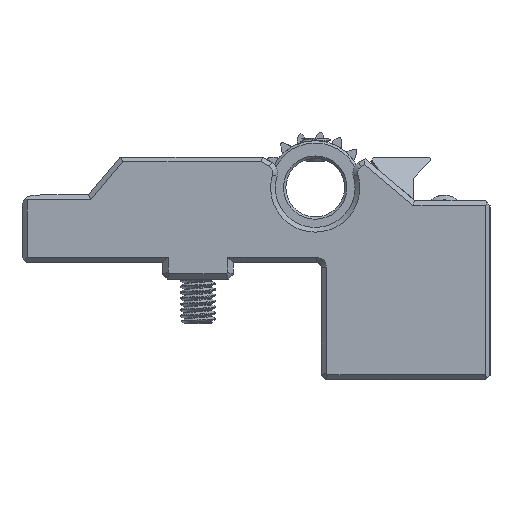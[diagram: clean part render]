
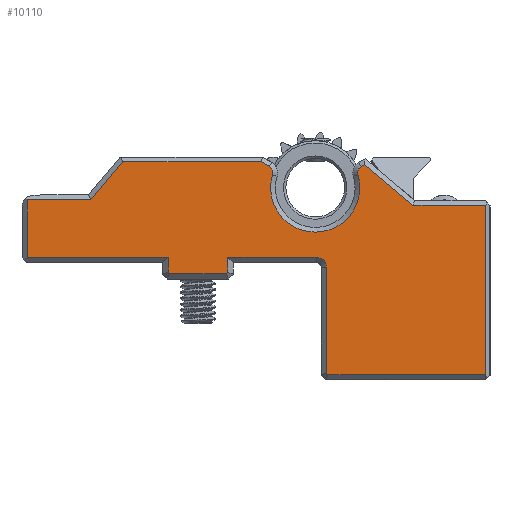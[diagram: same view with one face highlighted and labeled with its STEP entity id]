
A CAD part, front view. The second image highlights one B-rep face of the part: STEP entity #10110.
In plain terms, the highlighted planar face has unit normal (0, -1, 0).
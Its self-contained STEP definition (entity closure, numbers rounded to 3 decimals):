
#70=ELLIPSE('',#11052,0.826,0.825);
#605=PLANE('',#11051);
#1302=FACE_OUTER_BOUND('',#1897,.T.);
#1897=EDGE_LOOP('',(#8617,#8618,#8619,#8620,#8621,#8622,#8623,#8624,#8625,
#8626,#8627,#8628,#8629,#8630,#8631,#8632,#8633,#8634,#8635,#8636,#8637,
#8638,#8639));
#2485=LINE('',#24019,#3270);
#2489=LINE('',#24028,#3274);
#2494=LINE('',#24046,#3279);
#2495=LINE('',#24049,#3280);
#2501=LINE('',#24060,#3286);
#2552=LINE('',#24214,#3337);
#2553=LINE('',#24216,#3338);
#2554=LINE('',#24218,#3339);
#2555=LINE('',#24220,#3340);
#2556=LINE('',#24222,#3341);
#2557=LINE('',#24224,#3342);
#2558=LINE('',#24226,#3343);
#2559=LINE('',#24228,#3344);
#2560=LINE('',#24230,#3345);
#2561=LINE('',#24234,#3346);
#2562=LINE('',#24236,#3347);
#2563=LINE('',#24238,#3348);
#2564=LINE('',#24240,#3349);
#2565=LINE('',#24241,#3350);
#3270=VECTOR('',#12966,10.);
#3274=VECTOR('',#12972,10.);
#3279=VECTOR('',#12995,10.);
#3280=VECTOR('',#12998,10.);
#3286=VECTOR('',#13006,10.);
#3337=VECTOR('',#13117,10.);
#3338=VECTOR('',#13118,10.);
#3339=VECTOR('',#13119,10.);
#3340=VECTOR('',#13120,10.);
#3341=VECTOR('',#13121,10.);
#3342=VECTOR('',#13122,10.);
#3343=VECTOR('',#13123,10.);
#3344=VECTOR('',#13124,10.);
#3345=VECTOR('',#13125,10.);
#3346=VECTOR('',#13128,10.);
#3347=VECTOR('',#13129,10.);
#3348=VECTOR('',#13130,10.);
#3349=VECTOR('',#13131,10.);
#3350=VECTOR('',#13132,10.);
#4023=CIRCLE('',#11013,0.6);
#4025=CIRCLE('',#11016,3.8);
#4026=CIRCLE('',#11018,0.6);
#4751=VERTEX_POINT('',#24016);
#4752=VERTEX_POINT('',#24018);
#4755=VERTEX_POINT('',#24025);
#4756=VERTEX_POINT('',#24027);
#4758=VERTEX_POINT('',#24033);
#4759=VERTEX_POINT('',#24038);
#4760=VERTEX_POINT('',#24042);
#4761=VERTEX_POINT('',#24048);
#4765=VERTEX_POINT('',#24058);
#4822=VERTEX_POINT('',#24213);
#4823=VERTEX_POINT('',#24215);
#4824=VERTEX_POINT('',#24217);
#4825=VERTEX_POINT('',#24219);
#4826=VERTEX_POINT('',#24221);
#4827=VERTEX_POINT('',#24223);
#4828=VERTEX_POINT('',#24225);
#4829=VERTEX_POINT('',#24227);
#4830=VERTEX_POINT('',#24229);
#4831=VERTEX_POINT('',#24231);
#4832=VERTEX_POINT('',#24233);
#4833=VERTEX_POINT('',#24235);
#4834=VERTEX_POINT('',#24237);
#4835=VERTEX_POINT('',#24239);
#6056=EDGE_CURVE('',#4751,#4752,#2485,.T.);
#6060=EDGE_CURVE('',#4755,#4756,#2489,.T.);
#6064=EDGE_CURVE('',#4758,#4755,#4023,.T.);
#6067=EDGE_CURVE('',#4759,#4758,#4025,.T.);
#6069=EDGE_CURVE('',#4760,#4759,#4026,.T.);
#6070=EDGE_CURVE('',#4752,#4760,#2494,.T.);
#6071=EDGE_CURVE('',#4756,#4761,#2495,.T.);
#6077=EDGE_CURVE('',#4765,#4751,#2501,.T.);
#6147=EDGE_CURVE('',#4822,#4765,#2552,.T.);
#6148=EDGE_CURVE('',#4822,#4823,#2553,.F.);
#6149=EDGE_CURVE('',#4823,#4824,#2554,.F.);
#6150=EDGE_CURVE('',#4824,#4825,#2555,.F.);
#6151=EDGE_CURVE('',#4825,#4826,#2556,.T.);
#6152=EDGE_CURVE('',#4826,#4827,#2557,.F.);
#6153=EDGE_CURVE('',#4827,#4828,#2558,.T.);
#6154=EDGE_CURVE('',#4828,#4829,#2559,.F.);
#6155=EDGE_CURVE('',#4829,#4830,#2560,.F.);
#6156=EDGE_CURVE('',#4831,#4830,#70,.T.);
#6157=EDGE_CURVE('',#4831,#4832,#2561,.T.);
#6158=EDGE_CURVE('',#4832,#4833,#2562,.F.);
#6159=EDGE_CURVE('',#4833,#4834,#2563,.F.);
#6160=EDGE_CURVE('',#4834,#4835,#2564,.T.);
#6161=EDGE_CURVE('',#4761,#4835,#2565,.T.);
#8617=ORIENTED_EDGE('',*,*,#6056,.F.);
#8618=ORIENTED_EDGE('',*,*,#6077,.F.);
#8619=ORIENTED_EDGE('',*,*,#6147,.F.);
#8620=ORIENTED_EDGE('',*,*,#6148,.T.);
#8621=ORIENTED_EDGE('',*,*,#6149,.T.);
#8622=ORIENTED_EDGE('',*,*,#6150,.T.);
#8623=ORIENTED_EDGE('',*,*,#6151,.T.);
#8624=ORIENTED_EDGE('',*,*,#6152,.T.);
#8625=ORIENTED_EDGE('',*,*,#6153,.T.);
#8626=ORIENTED_EDGE('',*,*,#6154,.T.);
#8627=ORIENTED_EDGE('',*,*,#6155,.T.);
#8628=ORIENTED_EDGE('',*,*,#6156,.F.);
#8629=ORIENTED_EDGE('',*,*,#6157,.T.);
#8630=ORIENTED_EDGE('',*,*,#6158,.T.);
#8631=ORIENTED_EDGE('',*,*,#6159,.T.);
#8632=ORIENTED_EDGE('',*,*,#6160,.T.);
#8633=ORIENTED_EDGE('',*,*,#6161,.F.);
#8634=ORIENTED_EDGE('',*,*,#6071,.F.);
#8635=ORIENTED_EDGE('',*,*,#6060,.F.);
#8636=ORIENTED_EDGE('',*,*,#6064,.F.);
#8637=ORIENTED_EDGE('',*,*,#6067,.F.);
#8638=ORIENTED_EDGE('',*,*,#6069,.F.);
#8639=ORIENTED_EDGE('',*,*,#6070,.F.);
#10110=ADVANCED_FACE('',(#1302),#605,.F.);
#11013=AXIS2_PLACEMENT_3D('',#24035,#12979,#12980);
#11016=AXIS2_PLACEMENT_3D('',#24040,#12986,#12987);
#11018=AXIS2_PLACEMENT_3D('',#24044,#12991,#12992);
#11051=AXIS2_PLACEMENT_3D('',#24212,#13115,#13116);
#11052=AXIS2_PLACEMENT_3D('',#24232,#13126,#13127);
#12966=DIRECTION('',(1.,0.,0.));
#12972=DIRECTION('',(0.866,0.,0.5));
#12979=DIRECTION('center_axis',(0.,1.,0.));
#12980=DIRECTION('ref_axis',(-0.93,0.,0.368));
#12986=DIRECTION('center_axis',(0.,-1.,0.));
#12987=DIRECTION('ref_axis',(0.,0.,-1.));
#12991=DIRECTION('center_axis',(0.,1.,0.));
#12992=DIRECTION('ref_axis',(0.93,0.,0.368));
#12995=DIRECTION('',(0.866,0.,-0.5));
#12998=DIRECTION('',(0.766,0.,-0.643));
#13006=DIRECTION('',(0.643,0.,0.766));
#13115=DIRECTION('center_axis',(0.,1.,0.));
#13116=DIRECTION('ref_axis',(0.,0.,1.));
#13117=DIRECTION('',(1.,0.,0.));
#13118=DIRECTION('',(0.,0.,1.));
#13119=DIRECTION('',(-1.,0.,0.));
#13120=DIRECTION('',(0.,0.,1.));
#13121=DIRECTION('',(0.707,0.,-0.707));
#13122=DIRECTION('',(-1.,0.,0.));
#13123=DIRECTION('',(0.707,0.,0.707));
#13124=DIRECTION('',(0.,0.,-1.));
#13125=DIRECTION('',(-1.,0.,0.));
#13126=DIRECTION('center_axis',(0.,-1.,0.));
#13127=DIRECTION('ref_axis',(0.707,0.,0.707));
#13128=DIRECTION('',(0.,0.,-1.));
#13129=DIRECTION('',(-0.707,0.,0.707));
#13130=DIRECTION('',(-1.,0.,0.));
#13131=DIRECTION('',(0.,0.,1.));
#13132=DIRECTION('',(1.,0.,0.));
#24016=CARTESIAN_POINT('',(8.605,-2.05,18.6));
#24018=CARTESIAN_POINT('',(20.389,-2.05,18.6));
#24019=CARTESIAN_POINT('',(23.301,-2.05,18.6));
#24025=CARTESIAN_POINT('',(28.911,-2.05,18.196));
#24027=CARTESIAN_POINT('',(29.203,-2.05,18.365));
#24028=CARTESIAN_POINT('',(26.159,-2.05,16.607));
#24033=CARTESIAN_POINT('',(28.637,-2.05,17.502));
#24035=CARTESIAN_POINT('Origin',(29.211,-2.05,17.676));
#24038=CARTESIAN_POINT('',(21.363,-2.05,17.502));
#24040=CARTESIAN_POINT('Origin',(25.,-2.05,16.4));
#24042=CARTESIAN_POINT('',(21.089,-2.05,18.196));
#24044=CARTESIAN_POINT('Origin',(20.789,-2.05,17.676));
#24046=CARTESIAN_POINT('',(26.31,-2.05,15.182));
#24048=CARTESIAN_POINT('',(33.332,-2.05,14.9));
#24049=CARTESIAN_POINT('',(29.99,-2.05,17.704));
#24058=CARTESIAN_POINT('',(5.877,-2.05,15.35));
#24060=CARTESIAN_POINT('',(10.571,-2.05,20.944));
#24212=CARTESIAN_POINT('Origin',(25.1,-2.05,9.6));
#24213=CARTESIAN_POINT('',(0.45,-2.05,15.35));
#24214=CARTESIAN_POINT('',(24.075,-2.05,15.35));
#24215=CARTESIAN_POINT('',(0.45,-2.05,10.45));
#24216=CARTESIAN_POINT('',(0.45,-2.05,9.6));
#24217=CARTESIAN_POINT('',(12.45,-2.05,10.45));
#24218=CARTESIAN_POINT('',(25.1,-2.05,10.45));
#24219=CARTESIAN_POINT('',(12.45,-2.05,9.186));
#24220=CARTESIAN_POINT('',(12.45,-2.05,9.6));
#24221=CARTESIAN_POINT('',(12.586,-2.05,9.05));
#24222=CARTESIAN_POINT('',(18.568,-2.05,3.068));
#24223=CARTESIAN_POINT('',(17.414,-2.05,9.05));
#24224=CARTESIAN_POINT('',(25.1,-2.05,9.05));
#24225=CARTESIAN_POINT('',(17.55,-2.05,9.186));
#24226=CARTESIAN_POINT('',(21.532,-2.05,13.168));
#24227=CARTESIAN_POINT('',(17.55,-2.05,10.45));
#24228=CARTESIAN_POINT('',(17.55,-2.05,9.6));
#24229=CARTESIAN_POINT('',(25.126,-2.05,10.45));
#24230=CARTESIAN_POINT('',(25.1,-2.05,10.45));
#24231=CARTESIAN_POINT('',(25.95,-2.05,9.626));
#24232=CARTESIAN_POINT('Origin',(25.124,-2.05,9.624));
#24233=CARTESIAN_POINT('',(25.95,-2.05,0.586));
#24234=CARTESIAN_POINT('',(25.95,-2.05,9.6));
#24235=CARTESIAN_POINT('',(26.086,-2.05,0.45));
#24236=CARTESIAN_POINT('',(21.018,-2.05,5.518));
#24237=CARTESIAN_POINT('',(39.5,-2.05,0.45));
#24238=CARTESIAN_POINT('',(25.1,-2.05,0.45));
#24239=CARTESIAN_POINT('',(39.5,-2.05,14.9));
#24240=CARTESIAN_POINT('',(39.5,-2.05,6.925));
#24241=CARTESIAN_POINT('',(30.567,-2.05,14.9));
